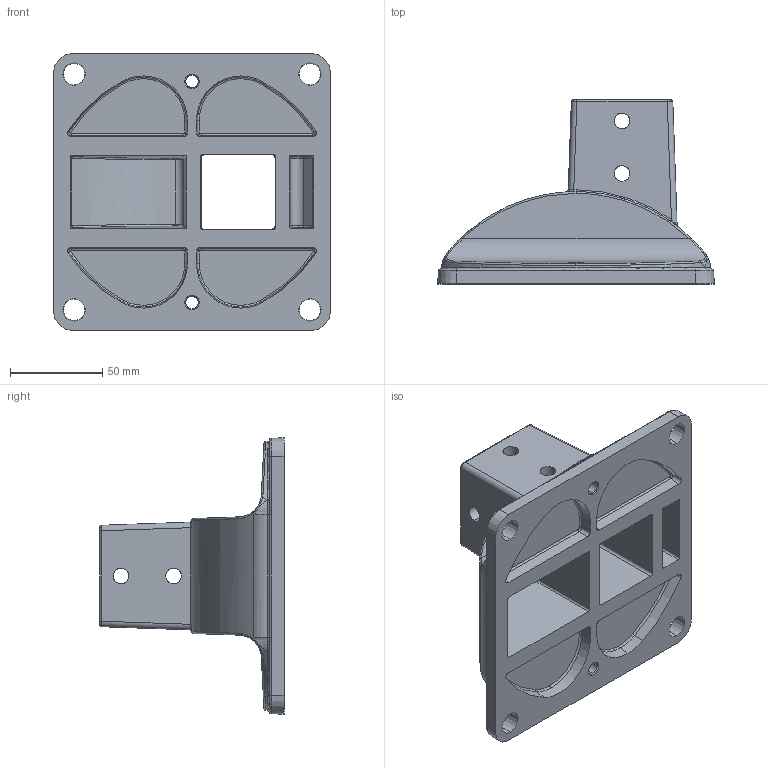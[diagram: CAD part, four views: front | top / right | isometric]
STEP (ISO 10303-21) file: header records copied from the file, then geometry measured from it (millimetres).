
FILE_DESCRIPTION (( 'STEP AP214' ), '1' );
FILE_NAME ('098g40150a.STEP', '2014-08-20T09:54:23', ( '' ), ( '' ), 'SwSTEP 2.0', 'SolidWorks 2014', '' );
FILE_SCHEMA (( 'AUTOMOTIVE_DESIGN' ));
Length unit declared in the file: millimetre
Products named in the file (1): 098g40150a
Bounding box: 150 x 100 x 150 mm (x, y, z)
Volume: 378768.7 mm3; surface area: 96844.4 mm2
Topology: 1 solids, 1 shells, 264 faces, 636 edges, 381 vertices
Faces by surface type: bspline 78, cylinder 77, plane 52, cone 32, torus 21, sphere 4
Entity records: 10106 total; most frequent: CARTESIAN_POINT 4577, ORIENTED_EDGE 1272, DIRECTION 1008, EDGE_CURVE 636, AXIS2_PLACEMENT_3D 402, VERTEX_POINT 381, EDGE_LOOP 301, ADVANCED_FACE 264
